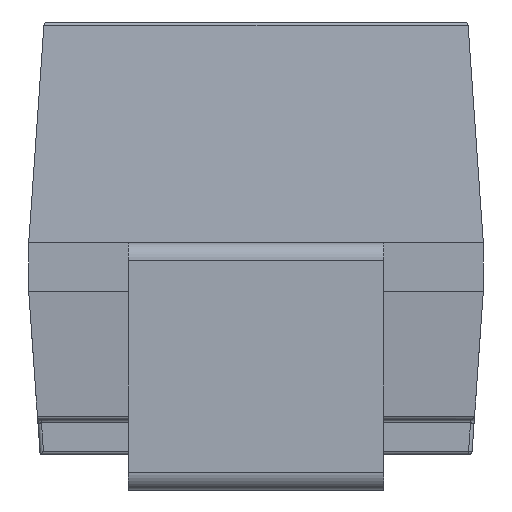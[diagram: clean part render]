
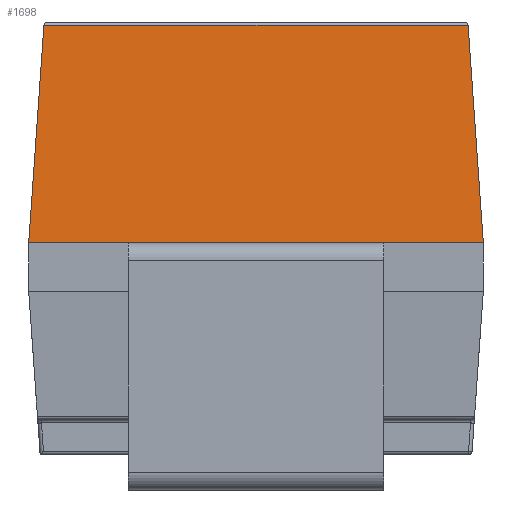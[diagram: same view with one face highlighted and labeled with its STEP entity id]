
A CAD part, left-side view. The second image highlights one B-rep face of the part: STEP entity #1698.
In plain terms, the highlighted planar face has unit normal (-0.998, 0, 0.07).
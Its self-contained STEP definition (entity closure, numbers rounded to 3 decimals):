
#183=FACE_OUTER_BOUND('',#287,.T.);
#287=EDGE_LOOP('',(#1275,#1276,#1277,#1278));
#396=LINE('',#2752,#576);
#401=LINE('',#2761,#581);
#409=LINE('',#2778,#589);
#410=LINE('',#2779,#590);
#576=VECTOR('',#2165,10.);
#581=VECTOR('',#2174,10.);
#589=VECTOR('',#2194,10.);
#590=VECTOR('',#2195,10.);
#757=VERTEX_POINT('',#2744);
#759=VERTEX_POINT('',#2750);
#761=VERTEX_POINT('',#2759);
#764=VERTEX_POINT('',#2777);
#940=EDGE_CURVE('',#759,#757,#396,.T.);
#945=EDGE_CURVE('',#761,#759,#401,.T.);
#953=EDGE_CURVE('',#764,#761,#409,.T.);
#954=EDGE_CURVE('',#757,#764,#410,.T.);
#1275=ORIENTED_EDGE('',*,*,#940,.F.);
#1276=ORIENTED_EDGE('',*,*,#945,.F.);
#1277=ORIENTED_EDGE('',*,*,#953,.F.);
#1278=ORIENTED_EDGE('',*,*,#954,.F.);
#1603=PLANE('',#1895);
#1698=ADVANCED_FACE('',(#183),#1603,.F.);
#1895=AXIS2_PLACEMENT_3D('',#2776,#2192,#2193);
#2165=DIRECTION('',(0.,-1.,0.));
#2174=DIRECTION('',(0.07,-0.07,0.995));
#2192=DIRECTION('center_axis',(0.998,0.,-0.07));
#2193=DIRECTION('ref_axis',(-0.07,0.,-0.998));
#2194=DIRECTION('',(0.,1.,0.));
#2195=DIRECTION('',(-0.07,-0.07,-0.995));
#2744=CARTESIAN_POINT('',(-2.051,-1.201,2.431));
#2750=CARTESIAN_POINT('',(-2.051,1.201,2.431));
#2752=CARTESIAN_POINT('',(-2.051,0.,2.431));
#2759=CARTESIAN_POINT('',(-2.138,1.288,1.2));
#2761=CARTESIAN_POINT('',(-2.086,1.236,1.941));
#2776=CARTESIAN_POINT('Origin',(-2.05,0.,2.45));
#2777=CARTESIAN_POINT('',(-2.138,-1.288,1.2));
#2778=CARTESIAN_POINT('',(-2.138,0.644,1.2));
#2779=CARTESIAN_POINT('',(-2.086,-1.236,1.941));
